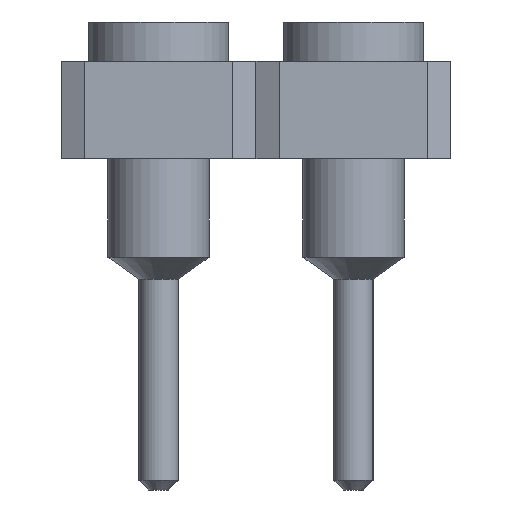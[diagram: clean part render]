
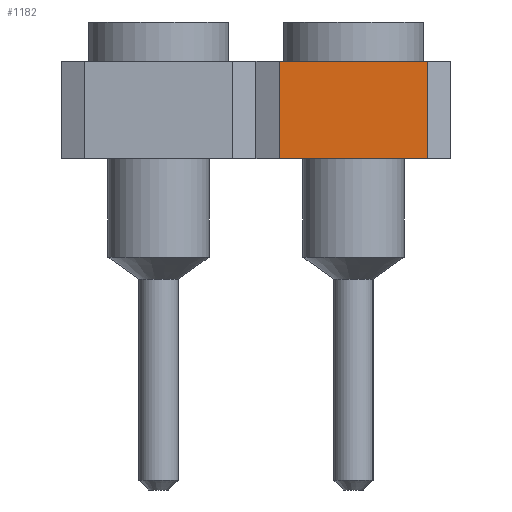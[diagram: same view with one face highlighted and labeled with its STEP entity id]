
A CAD part, left-side view. The second image highlights one B-rep face of the part: STEP entity #1182.
In plain terms, the highlighted planar face has unit normal (-1, 0, 0).
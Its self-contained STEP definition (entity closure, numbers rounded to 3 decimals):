
#1182=ADVANCED_FACE('',(#2796),#2798,.T.);
#2796=FACE_BOUND('',#2797,.T.);
#2797=EDGE_LOOP('',(#4243,#4244,#4245,#4246));
#2798=PLANE('',#2799);
#2799=AXIS2_PLACEMENT_3D('',#2800,#2801,#2802);
#2800=CARTESIAN_POINT('',(-1.385,0.97,1.57));
#2801=DIRECTION('',(-1.,0.,0.));
#2802=DIRECTION('',(0.,-1.,0.));
#4243=ORIENTED_EDGE('',*,*,#4699,.T.);
#4244=ORIENTED_EDGE('',*,*,#5016,.T.);
#4245=ORIENTED_EDGE('',*,*,#4841,.F.);
#4246=ORIENTED_EDGE('',*,*,#5017,.F.);
#4699=EDGE_CURVE('',#5239,#5237,#5240,.T.);
#4841=EDGE_CURVE('',#5519,#5521,#5522,.T.);
#5016=EDGE_CURVE('',#5237,#5521,#5813,.T.);
#5017=EDGE_CURVE('',#5239,#5519,#5814,.T.);
#5237=VERTEX_POINT('',#6187);
#5239=VERTEX_POINT('',#6191);
#5240=LINE('',#6192,#6193);
#5519=VERTEX_POINT('',#6805);
#5521=VERTEX_POINT('',#6809);
#5522=LINE('',#6810,#6811);
#5813=LINE('',#7497,#7498);
#5814=LINE('',#7500,#7501);
#6187=CARTESIAN_POINT('',(-1.385,-0.97,1.57));
#6191=CARTESIAN_POINT('',(-1.385,0.97,1.57));
#6192=CARTESIAN_POINT('',(-1.385,0.97,1.57));
#6193=VECTOR('',#6194,1.);
#6194=DIRECTION('',(0.,-1.,0.));
#6805=CARTESIAN_POINT('',(-1.385,0.97,2.84));
#6809=CARTESIAN_POINT('',(-1.385,-0.97,2.84));
#6810=CARTESIAN_POINT('',(-1.385,0.97,2.84));
#6811=VECTOR('',#6812,1.);
#6812=DIRECTION('',(0.,-1.,0.));
#7497=CARTESIAN_POINT('',(-1.385,-0.97,1.57));
#7498=VECTOR('',#7499,1.);
#7499=DIRECTION('',(0.,0.,1.));
#7500=CARTESIAN_POINT('',(-1.385,0.97,1.57));
#7501=VECTOR('',#7502,1.);
#7502=DIRECTION('',(0.,0.,1.));
